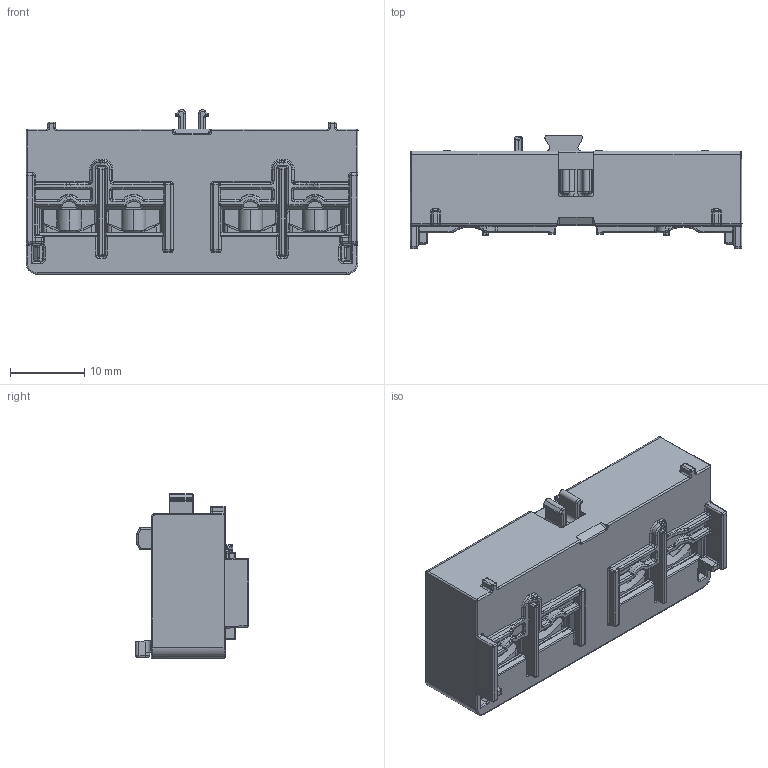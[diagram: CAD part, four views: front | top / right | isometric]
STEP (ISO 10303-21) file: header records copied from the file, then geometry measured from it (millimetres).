
FILE_DESCRIPTION((''),'2;1');
FILE_NAME('10002819142_1_1','2020-11-26T16:05:05',('DPoczon'),('Rockwell Automation Switzerland GmbH'),'CREO PARAMETRIC BY PTC INC, 2017380','CREO PARAMETRIC BY PTC INC, 2017380','');
FILE_SCHEMA(('AUTOMOTIVE_DESIGN { 1 0 10303 214 1 1 1 1 }'));
Products named in the file (1): 10002819142_1_1
Bounding box: 44.7 x 15.22 x 22.18 mm (x, y, z)
Volume: 7469.1 mm3; surface area: 7732.3 mm2
Topology: 1 solids, 5 shells, 3278 faces, 8102 edges, 4642 vertices
Faces by surface type: cylinder 1187, plane 1108, bspline 604, sphere 227, torus 102, cone 50
Entity records: 133353 total; most frequent: CARTESIAN_POINT 62278, ORIENTED_EDGE 15768, DIRECTION 13529, EDGE_CURVE 7884, AXIS2_PLACEMENT_3D 4869, VERTEX_POINT 4642, VECTOR 3791, LINE 3791
